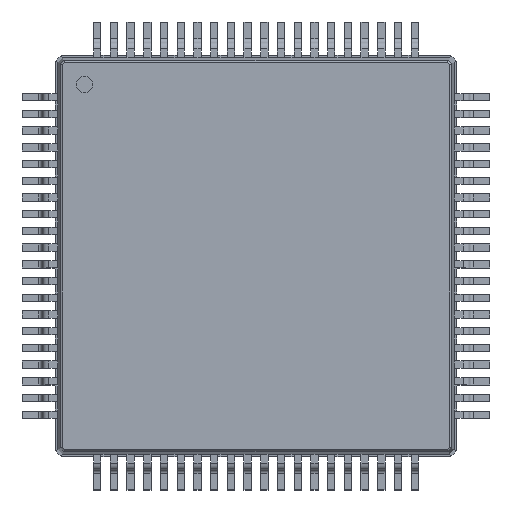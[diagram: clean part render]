
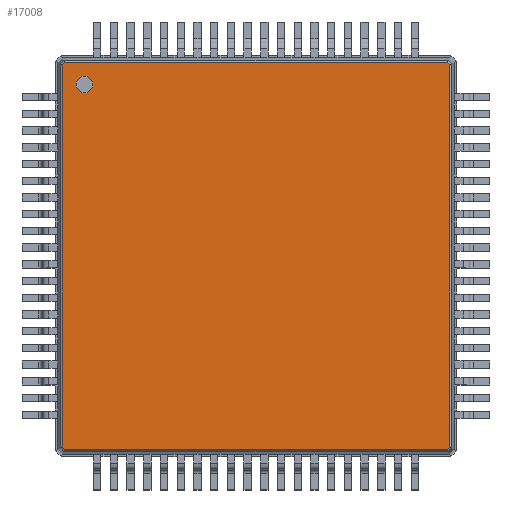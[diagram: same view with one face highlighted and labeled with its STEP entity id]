
A CAD part, top view. The second image highlights one B-rep face of the part: STEP entity #17008.
In plain terms, the highlighted planar face has unit normal (0, 0, 1).
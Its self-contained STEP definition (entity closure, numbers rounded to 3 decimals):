
#8045 = VERTEX_POINT('',#8046);
#8046 = CARTESIAN_POINT('',(-5.724,5.789,1.1));
#8339 = EDGE_CURVE('',#8045,#8340,#8342,.T.);
#8340 = VERTEX_POINT('',#8341);
#8341 = CARTESIAN_POINT('',(5.724,5.789,1.1));
#8342 = B_SPLINE_CURVE_WITH_KNOTS('',2,(#8343,#8344,#8345,#8346,#8347),
.UNSPECIFIED.,.F.,.F.,(3,1,1,3),(-0.603,-0.04,
11.52,12.082),.UNSPECIFIED.);
#8343 = CARTESIAN_POINT('',(-6.342,5.789,1.1));
#8344 = CARTESIAN_POINT('',(-6.061,5.789,1.1));
#8345 = CARTESIAN_POINT('',(0.,5.789,1.1));
#8346 = CARTESIAN_POINT('',(6.061,5.789,1.1));
#8347 = CARTESIAN_POINT('',(6.342,5.789,1.1));
#15985 = EDGE_CURVE('',#8340,#15986,#15988,.T.);
#15986 = VERTEX_POINT('',#15987);
#15987 = CARTESIAN_POINT('',(5.789,5.724,1.1));
#15988 = B_SPLINE_CURVE_WITH_KNOTS('',2,(#15989,#15990,#15991,#15992,
#15993),.UNSPECIFIED.,.F.,.F.,(3,1,1,3),(-0.255,
-0.04,0.167,0.381),.UNSPECIFIED.);
#15989 = CARTESIAN_POINT('',(5.531,5.981,1.1));
#15990 = CARTESIAN_POINT('',(5.607,5.905,1.1));
#15991 = CARTESIAN_POINT('',(5.756,5.756,1.1));
#15992 = CARTESIAN_POINT('',(5.905,5.607,1.1));
#15993 = CARTESIAN_POINT('',(5.981,5.531,1.1));
#16312 = VERTEX_POINT('',#16313);
#16313 = CARTESIAN_POINT('',(-5.789,5.724,1.1));
#16983 = EDGE_CURVE('',#16312,#8045,#16984,.T.);
#16984 = B_SPLINE_CURVE_WITH_KNOTS('',2,(#16985,#16986,#16987,#16988,
#16989),.UNSPECIFIED.,.F.,.F.,(3,1,1,3),(-0.255,
-0.04,0.167,0.381),.UNSPECIFIED.);
#16985 = CARTESIAN_POINT('',(-5.981,5.531,1.1));
#16986 = CARTESIAN_POINT('',(-5.905,5.607,1.1));
#16987 = CARTESIAN_POINT('',(-5.756,5.756,1.1));
#16988 = CARTESIAN_POINT('',(-5.607,5.905,1.1));
#16989 = CARTESIAN_POINT('',(-5.531,5.981,1.1));
#17008 = ADVANCED_FACE('',(#17009,#17062),#17073,.T.);
#17009 = FACE_BOUND('',#17010,.T.);
#17010 = EDGE_LOOP('',(#17011,#17012,#17013,#17023,#17033,#17043,#17053,
#17061));
#17011 = ORIENTED_EDGE('',*,*,#8339,.F.);
#17012 = ORIENTED_EDGE('',*,*,#16983,.F.);
#17013 = ORIENTED_EDGE('',*,*,#17014,.F.);
#17014 = EDGE_CURVE('',#17015,#16312,#17017,.T.);
#17015 = VERTEX_POINT('',#17016);
#17016 = CARTESIAN_POINT('',(-5.789,-5.724,1.1));
#17017 = B_SPLINE_CURVE_WITH_KNOTS('',2,(#17018,#17019,#17020,#17021,
#17022),.UNSPECIFIED.,.F.,.F.,(3,1,1,3),(-0.603,
-0.04,11.52,12.082),
.UNSPECIFIED.);
#17018 = CARTESIAN_POINT('',(-5.789,-6.342,1.1));
#17019 = CARTESIAN_POINT('',(-5.789,-6.061,1.1));
#17020 = CARTESIAN_POINT('',(-5.789,0.,1.1));
#17021 = CARTESIAN_POINT('',(-5.789,6.061,1.1));
#17022 = CARTESIAN_POINT('',(-5.789,6.342,1.1));
#17023 = ORIENTED_EDGE('',*,*,#17024,.F.);
#17024 = EDGE_CURVE('',#17025,#17015,#17027,.T.);
#17025 = VERTEX_POINT('',#17026);
#17026 = CARTESIAN_POINT('',(-5.724,-5.789,1.1));
#17027 = B_SPLINE_CURVE_WITH_KNOTS('',2,(#17028,#17029,#17030,#17031,
#17032),.UNSPECIFIED.,.F.,.F.,(3,1,1,3),(-0.255,
-0.04,0.167,0.381),.UNSPECIFIED.);
#17028 = CARTESIAN_POINT('',(-5.531,-5.981,1.1));
#17029 = CARTESIAN_POINT('',(-5.607,-5.905,1.1));
#17030 = CARTESIAN_POINT('',(-5.756,-5.756,1.1));
#17031 = CARTESIAN_POINT('',(-5.905,-5.607,1.1));
#17032 = CARTESIAN_POINT('',(-5.981,-5.531,1.1));
#17033 = ORIENTED_EDGE('',*,*,#17034,.F.);
#17034 = EDGE_CURVE('',#17035,#17025,#17037,.T.);
#17035 = VERTEX_POINT('',#17036);
#17036 = CARTESIAN_POINT('',(5.724,-5.789,1.1));
#17037 = B_SPLINE_CURVE_WITH_KNOTS('',2,(#17038,#17039,#17040,#17041,
#17042),.UNSPECIFIED.,.F.,.F.,(3,1,1,3),(-0.603,
-0.04,11.52,12.082),
.UNSPECIFIED.);
#17038 = CARTESIAN_POINT('',(6.342,-5.789,1.1));
#17039 = CARTESIAN_POINT('',(6.061,-5.789,1.1));
#17040 = CARTESIAN_POINT('',(0.,-5.789,1.1));
#17041 = CARTESIAN_POINT('',(-6.061,-5.789,1.1));
#17042 = CARTESIAN_POINT('',(-6.342,-5.789,1.1));
#17043 = ORIENTED_EDGE('',*,*,#17044,.F.);
#17044 = EDGE_CURVE('',#17045,#17035,#17047,.T.);
#17045 = VERTEX_POINT('',#17046);
#17046 = CARTESIAN_POINT('',(5.789,-5.724,1.1));
#17047 = B_SPLINE_CURVE_WITH_KNOTS('',2,(#17048,#17049,#17050,#17051,
#17052),.UNSPECIFIED.,.F.,.F.,(3,1,1,3),(-0.255,
-0.04,0.167,0.381),.UNSPECIFIED.);
#17048 = CARTESIAN_POINT('',(5.981,-5.531,1.1));
#17049 = CARTESIAN_POINT('',(5.905,-5.607,1.1));
#17050 = CARTESIAN_POINT('',(5.756,-5.756,1.1));
#17051 = CARTESIAN_POINT('',(5.607,-5.905,1.1));
#17052 = CARTESIAN_POINT('',(5.531,-5.981,1.1));
#17053 = ORIENTED_EDGE('',*,*,#17054,.F.);
#17054 = EDGE_CURVE('',#15986,#17045,#17055,.T.);
#17055 = B_SPLINE_CURVE_WITH_KNOTS('',2,(#17056,#17057,#17058,#17059,
#17060),.UNSPECIFIED.,.F.,.F.,(3,1,1,3),(-0.603,
-0.04,11.52,12.082),
.UNSPECIFIED.);
#17056 = CARTESIAN_POINT('',(5.789,6.342,1.1));
#17057 = CARTESIAN_POINT('',(5.789,6.061,1.1));
#17058 = CARTESIAN_POINT('',(5.789,0.,1.1));
#17059 = CARTESIAN_POINT('',(5.789,-6.061,1.1));
#17060 = CARTESIAN_POINT('',(5.789,-6.342,1.1));
#17061 = ORIENTED_EDGE('',*,*,#15985,.F.);
#17062 = FACE_BOUND('',#17063,.T.);
#17063 = EDGE_LOOP('',(#17064));
#17064 = ORIENTED_EDGE('',*,*,#17065,.F.);
#17065 = EDGE_CURVE('',#17066,#17066,#17068,.T.);
#17066 = VERTEX_POINT('',#17067);
#17067 = CARTESIAN_POINT('',(-5.129,4.879,1.1));
#17068 = CIRCLE('',#17069,0.25);
#17069 = AXIS2_PLACEMENT_3D('',#17070,#17071,#17072);
#17070 = CARTESIAN_POINT('',(-5.129,5.129,1.1));
#17071 = DIRECTION('',(0.,0.,1.));
#17072 = DIRECTION('',(0.,-1.,0.));
#17073 = PLANE('',#17074);
#17074 = AXIS2_PLACEMENT_3D('',#17075,#17076,#17077);
#17075 = CARTESIAN_POINT('',(-5.74,5.829,1.1));
#17076 = DIRECTION('',(0.,0.,1.));
#17077 = DIRECTION('',(0.702,-0.713,0.));
